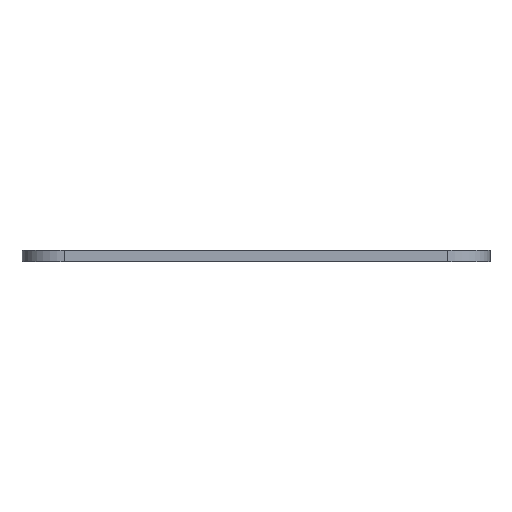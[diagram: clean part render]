
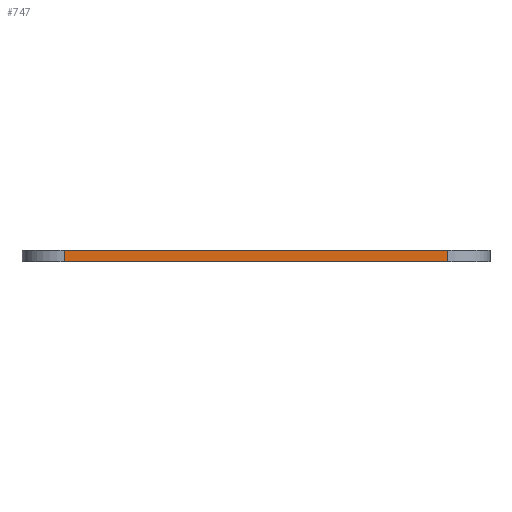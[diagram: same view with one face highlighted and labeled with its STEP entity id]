
A CAD part, left-side view. The second image highlights one B-rep face of the part: STEP entity #747.
In plain terms, the highlighted planar face has unit normal (-1, 0, 0).
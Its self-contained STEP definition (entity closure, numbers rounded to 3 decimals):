
#59 = CARTESIAN_POINT ( 'NONE',  ( -16.65, -13.65, 0.81 ) ) ;
#62 = DIRECTION ( 'NONE',  ( 0., -1., 0. ) ) ;
#112 = EDGE_CURVE ( 'NONE', #558, #505, #337, .T. ) ;
#137 = ORIENTED_EDGE ( 'NONE', *, *, #772, .F. ) ;
#166 = DIRECTION ( 'NONE',  ( 0., 0., -1. ) ) ;
#184 = DIRECTION ( 'NONE',  ( 0., 0., -1. ) ) ;
#238 = ORIENTED_EDGE ( 'NONE', *, *, #416, .T. ) ;
#248 = CARTESIAN_POINT ( 'NONE',  ( -16.65, -13.65, 0. ) ) ;
#264 = CARTESIAN_POINT ( 'NONE',  ( -16.65, -13.65, 0. ) ) ;
#270 = VECTOR ( 'NONE', #281, 1000. ) ;
#281 = DIRECTION ( 'NONE',  ( 0., 0., -1. ) ) ;
#285 = LINE ( 'NONE', #693, #270 ) ;
#294 = PLANE ( 'NONE',  #667 ) ;
#322 = VECTOR ( 'NONE', #666, 1000. ) ;
#324 = EDGE_LOOP ( 'NONE', ( #238, #760, #137, #688 ) ) ;
#337 = LINE ( 'NONE', #706, #582 ) ;
#354 = CARTESIAN_POINT ( 'NONE',  ( -16.65, -13.65, 0.81 ) ) ;
#412 = VECTOR ( 'NONE', #62, 1000. ) ;
#416 = EDGE_CURVE ( 'NONE', #505, #547, #475, .T. ) ;
#420 = CARTESIAN_POINT ( 'NONE',  ( -16.65, 13.65, 0. ) ) ;
#422 = DIRECTION ( 'NONE',  ( 1., 0., 0. ) ) ;
#475 = LINE ( 'NONE', #248, #322 ) ;
#497 = CARTESIAN_POINT ( 'NONE',  ( -16.65, 13.65, 0.81 ) ) ;
#505 = VERTEX_POINT ( 'NONE', #420 ) ;
#547 = VERTEX_POINT ( 'NONE', #264 ) ;
#558 = VERTEX_POINT ( 'NONE', #497 ) ;
#579 = VERTEX_POINT ( 'NONE', #742 ) ;
#582 = VECTOR ( 'NONE', #166, 1000. ) ;
#587 = LINE ( 'NONE', #59, #412 ) ;
#666 = DIRECTION ( 'NONE',  ( 0., -1., 0. ) ) ;
#667 = AXIS2_PLACEMENT_3D ( 'NONE', #354, #422, #184 ) ;
#670 = EDGE_CURVE ( 'NONE', #579, #547, #285, .T. ) ;
#688 = ORIENTED_EDGE ( 'NONE', *, *, #112, .T. ) ;
#693 = CARTESIAN_POINT ( 'NONE',  ( -16.65, -13.65, 0.81 ) ) ;
#706 = CARTESIAN_POINT ( 'NONE',  ( -16.65, 13.65, 0.81 ) ) ;
#721 = FACE_OUTER_BOUND ( 'NONE', #324, .T. ) ;
#742 = CARTESIAN_POINT ( 'NONE',  ( -16.65, -13.65, 0.81 ) ) ;
#747 = ADVANCED_FACE ( 'NONE', ( #721 ), #294, .F. ) ;
#760 = ORIENTED_EDGE ( 'NONE', *, *, #670, .F. ) ;
#772 = EDGE_CURVE ( 'NONE', #558, #579, #587, .T. ) ;
